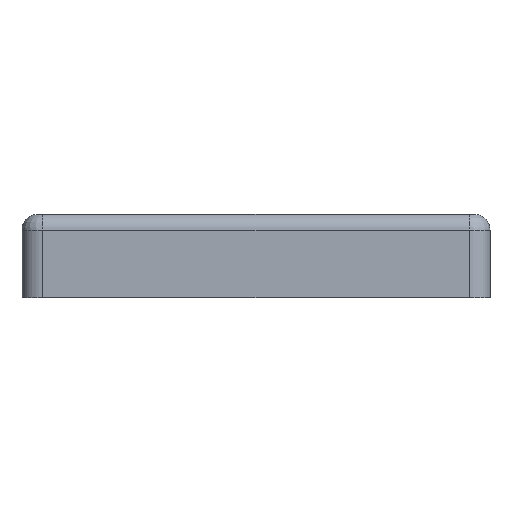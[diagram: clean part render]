
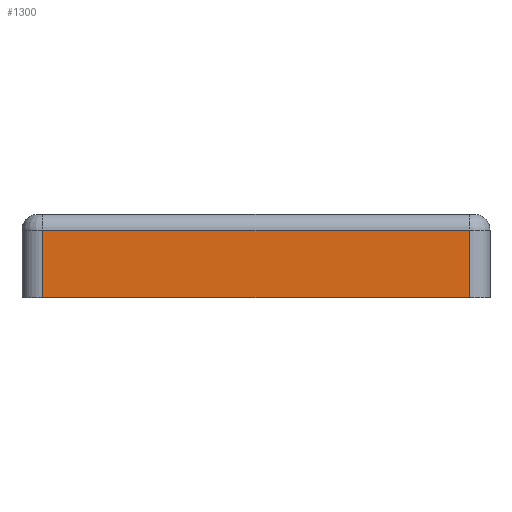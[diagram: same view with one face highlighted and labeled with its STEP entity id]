
A CAD part, front view. The second image highlights one B-rep face of the part: STEP entity #1300.
In plain terms, the highlighted planar face has unit normal (0, -1, 0).
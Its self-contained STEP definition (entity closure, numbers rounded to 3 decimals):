
#215 = PLANE('',#216);
#216 = AXIS2_PLACEMENT_3D('',#217,#218,#219);
#217 = CARTESIAN_POINT('',(41.,41.,0.));
#218 = DIRECTION('',(0.,0.,-1.));
#219 = DIRECTION('',(-1.,0.,0.));
#1173 = CYLINDRICAL_SURFACE('',#1174,4.);
#1174 = AXIS2_PLACEMENT_3D('',#1175,#1176,#1177);
#1175 = CARTESIAN_POINT('',(41.,-41.,13.));
#1176 = DIRECTION('',(0.,0.,-1.));
#1177 = DIRECTION('',(-1.,0.,0.));
#1211 = VERTEX_POINT('',#1212);
#1212 = CARTESIAN_POINT('',(41.,-45.,13.));
#1251 = EDGE_CURVE('',#1211,#1252,#1254,.T.);
#1252 = VERTEX_POINT('',#1253);
#1253 = CARTESIAN_POINT('',(41.,-45.,0.));
#1254 = SURFACE_CURVE('',#1255,(#1259,#1266),.PCURVE_S1.);
#1255 = LINE('',#1256,#1257);
#1256 = CARTESIAN_POINT('',(41.,-45.,13.));
#1257 = VECTOR('',#1258,1.);
#1258 = DIRECTION('',(0.,0.,-1.));
#1259 = PCURVE('',#1173,#1260);
#1260 = DEFINITIONAL_REPRESENTATION('',(#1261),#1265);
#1261 = LINE('',#1262,#1263);
#1262 = CARTESIAN_POINT('',(4.712,0.));
#1263 = VECTOR('',#1264,1.);
#1264 = DIRECTION('',(0.,1.));
#1265 = ( GEOMETRIC_REPRESENTATION_CONTEXT(2) 
PARAMETRIC_REPRESENTATION_CONTEXT() REPRESENTATION_CONTEXT('2D SPACE',''
  ) );
#1266 = PCURVE('',#1267,#1272);
#1267 = PLANE('',#1268);
#1268 = AXIS2_PLACEMENT_3D('',#1269,#1270,#1271);
#1269 = CARTESIAN_POINT('',(41.,-45.,13.));
#1270 = DIRECTION('',(0.,-1.,0.));
#1271 = DIRECTION('',(0.,0.,-1.));
#1272 = DEFINITIONAL_REPRESENTATION('',(#1273),#1277);
#1273 = LINE('',#1274,#1275);
#1274 = CARTESIAN_POINT('',(0.,0.));
#1275 = VECTOR('',#1276,1.);
#1276 = DIRECTION('',(1.,0.));
#1277 = ( GEOMETRIC_REPRESENTATION_CONTEXT(2) 
PARAMETRIC_REPRESENTATION_CONTEXT() REPRESENTATION_CONTEXT('2D SPACE',''
  ) );
#1300 = ADVANCED_FACE('',(#1301),#1267,.T.);
#1301 = FACE_BOUND('',#1302,.T.);
#1302 = EDGE_LOOP('',(#1303,#1304,#1332,#1360));
#1303 = ORIENTED_EDGE('',*,*,#1251,.F.);
#1304 = ORIENTED_EDGE('',*,*,#1305,.T.);
#1305 = EDGE_CURVE('',#1211,#1306,#1308,.T.);
#1306 = VERTEX_POINT('',#1307);
#1307 = CARTESIAN_POINT('',(-41.,-45.,13.));
#1308 = SURFACE_CURVE('',#1309,(#1313,#1320),.PCURVE_S1.);
#1309 = LINE('',#1310,#1311);
#1310 = CARTESIAN_POINT('',(-41.,-45.,13.));
#1311 = VECTOR('',#1312,1.);
#1312 = DIRECTION('',(-1.,0.,0.));
#1313 = PCURVE('',#1267,#1314);
#1314 = DEFINITIONAL_REPRESENTATION('',(#1315),#1319);
#1315 = LINE('',#1316,#1317);
#1316 = CARTESIAN_POINT('',(0.,-82.));
#1317 = VECTOR('',#1318,1.);
#1318 = DIRECTION('',(0.,-1.));
#1319 = ( GEOMETRIC_REPRESENTATION_CONTEXT(2) 
PARAMETRIC_REPRESENTATION_CONTEXT() REPRESENTATION_CONTEXT('2D SPACE',''
  ) );
#1320 = PCURVE('',#1321,#1326);
#1321 = CYLINDRICAL_SURFACE('',#1322,3.);
#1322 = AXIS2_PLACEMENT_3D('',#1323,#1324,#1325);
#1323 = CARTESIAN_POINT('',(41.,-42.,13.));
#1324 = DIRECTION('',(1.,0.,0.));
#1325 = DIRECTION('',(0.,0.,-1.));
#1326 = DEFINITIONAL_REPRESENTATION('',(#1327),#1331);
#1327 = LINE('',#1328,#1329);
#1328 = CARTESIAN_POINT('',(4.712,-82.));
#1329 = VECTOR('',#1330,1.);
#1330 = DIRECTION('',(0.,-1.));
#1331 = ( GEOMETRIC_REPRESENTATION_CONTEXT(2) 
PARAMETRIC_REPRESENTATION_CONTEXT() REPRESENTATION_CONTEXT('2D SPACE',''
  ) );
#1332 = ORIENTED_EDGE('',*,*,#1333,.T.);
#1333 = EDGE_CURVE('',#1306,#1334,#1336,.T.);
#1334 = VERTEX_POINT('',#1335);
#1335 = CARTESIAN_POINT('',(-41.,-45.,0.));
#1336 = SURFACE_CURVE('',#1337,(#1341,#1348),.PCURVE_S1.);
#1337 = LINE('',#1338,#1339);
#1338 = CARTESIAN_POINT('',(-41.,-45.,13.));
#1339 = VECTOR('',#1340,1.);
#1340 = DIRECTION('',(0.,0.,-1.));
#1341 = PCURVE('',#1267,#1342);
#1342 = DEFINITIONAL_REPRESENTATION('',(#1343),#1347);
#1343 = LINE('',#1344,#1345);
#1344 = CARTESIAN_POINT('',(0.,-82.));
#1345 = VECTOR('',#1346,1.);
#1346 = DIRECTION('',(1.,0.));
#1347 = ( GEOMETRIC_REPRESENTATION_CONTEXT(2) 
PARAMETRIC_REPRESENTATION_CONTEXT() REPRESENTATION_CONTEXT('2D SPACE',''
  ) );
#1348 = PCURVE('',#1349,#1354);
#1349 = CYLINDRICAL_SURFACE('',#1350,4.);
#1350 = AXIS2_PLACEMENT_3D('',#1351,#1352,#1353);
#1351 = CARTESIAN_POINT('',(-41.,-41.,13.));
#1352 = DIRECTION('',(0.,0.,-1.));
#1353 = DIRECTION('',(-1.,0.,0.));
#1354 = DEFINITIONAL_REPRESENTATION('',(#1355),#1359);
#1355 = LINE('',#1356,#1357);
#1356 = CARTESIAN_POINT('',(4.712,0.));
#1357 = VECTOR('',#1358,1.);
#1358 = DIRECTION('',(0.,1.));
#1359 = ( GEOMETRIC_REPRESENTATION_CONTEXT(2) 
PARAMETRIC_REPRESENTATION_CONTEXT() REPRESENTATION_CONTEXT('2D SPACE',''
  ) );
#1360 = ORIENTED_EDGE('',*,*,#1361,.F.);
#1361 = EDGE_CURVE('',#1252,#1334,#1362,.T.);
#1362 = SURFACE_CURVE('',#1363,(#1367,#1374),.PCURVE_S1.);
#1363 = LINE('',#1364,#1365);
#1364 = CARTESIAN_POINT('',(41.,-45.,0.));
#1365 = VECTOR('',#1366,1.);
#1366 = DIRECTION('',(-1.,0.,0.));
#1367 = PCURVE('',#1267,#1368);
#1368 = DEFINITIONAL_REPRESENTATION('',(#1369),#1373);
#1369 = LINE('',#1370,#1371);
#1370 = CARTESIAN_POINT('',(13.,0.));
#1371 = VECTOR('',#1372,1.);
#1372 = DIRECTION('',(0.,-1.));
#1373 = ( GEOMETRIC_REPRESENTATION_CONTEXT(2) 
PARAMETRIC_REPRESENTATION_CONTEXT() REPRESENTATION_CONTEXT('2D SPACE',''
  ) );
#1374 = PCURVE('',#215,#1375);
#1375 = DEFINITIONAL_REPRESENTATION('',(#1376),#1380);
#1376 = LINE('',#1377,#1378);
#1377 = CARTESIAN_POINT('',(0.,-86.));
#1378 = VECTOR('',#1379,1.);
#1379 = DIRECTION('',(1.,0.));
#1380 = ( GEOMETRIC_REPRESENTATION_CONTEXT(2) 
PARAMETRIC_REPRESENTATION_CONTEXT() REPRESENTATION_CONTEXT('2D SPACE',''
  ) );
